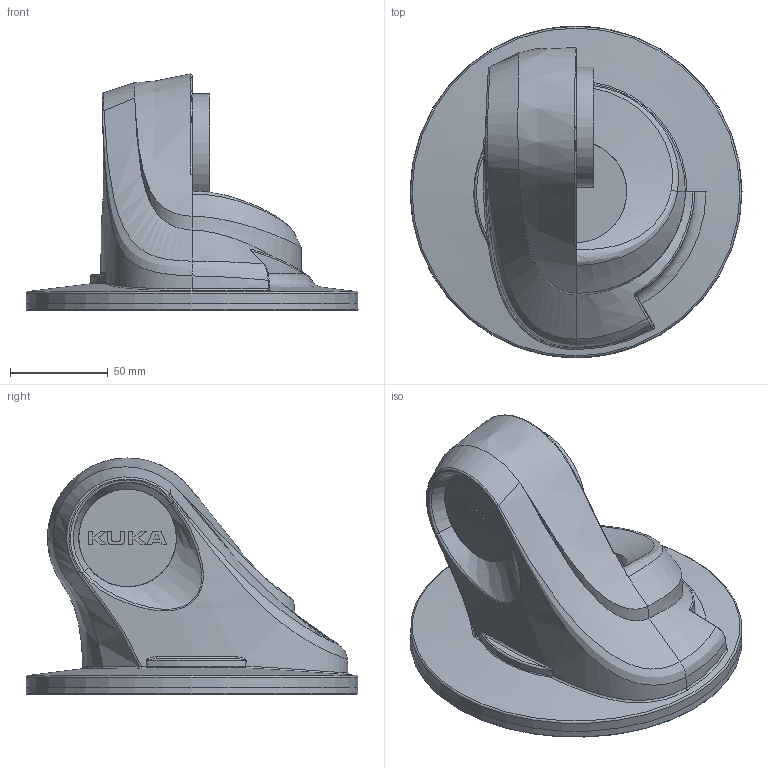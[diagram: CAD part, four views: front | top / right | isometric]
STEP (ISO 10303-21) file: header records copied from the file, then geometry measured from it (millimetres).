
FILE_DESCRIPTION( ( '' ), ' ' );
FILE_NAME( '5858eb63112be6126affa6b0.step', '2016-12-20T08:27:16', ( '' ), ( '' ), ' ', ' ', ' ' );
FILE_SCHEMA( ( 'AUTOMOTIVE_DESIGN { 1 0 10303 214 1 1 1 1 }' ) );
Length unit declared in the file: metre
Products named in the file (1): Pivot
Bounding box: 170.1 x 170.1 x 120.91 mm (x, y, z)
Volume: 733836.3 mm3; surface area: 86741 mm2
Topology: 1 solids, 1 shells, 132 faces, 328 edges, 200 vertices
Faces by surface type: plane 61, bspline 48, cylinder 9, revolution 7, extrusion 4, cone 3
Full cylindrical faces by diameter (mm): 50 x1, 52 x1, 61.5 x1, 154 x1, 169.731 x1
Entity records: 10013 total; most frequent: CARTESIAN_POINT 6291, ORIENTED_EDGE 622, DIRECTION 395, EDGE_CURVE 311, VERTEX_POINT 198, VECTOR 160, LINE 156, EDGE_LOOP 149
